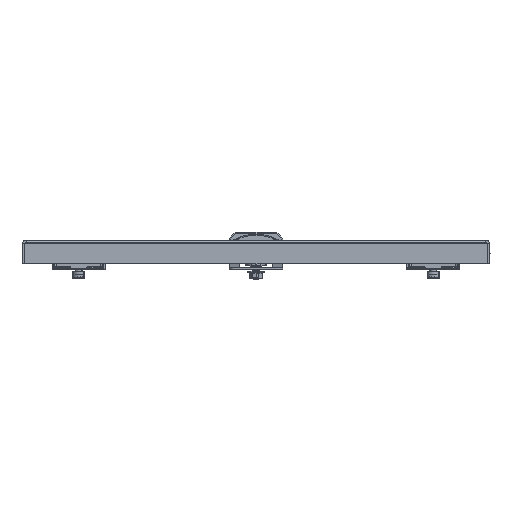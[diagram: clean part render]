
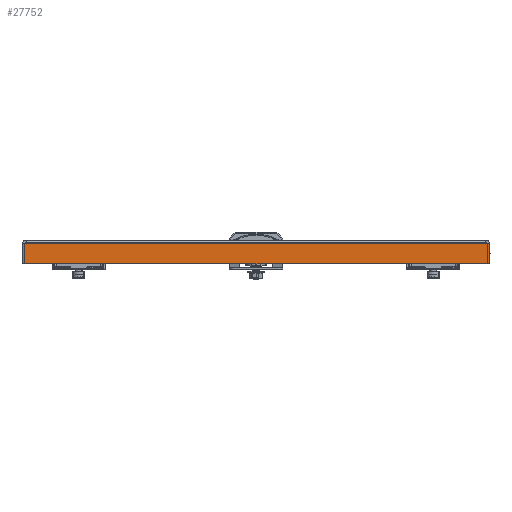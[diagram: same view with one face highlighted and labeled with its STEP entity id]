
A CAD part, left-side view. The second image highlights one B-rep face of the part: STEP entity #27752.
In plain terms, the highlighted planar face has unit normal (-1, 0, 0).
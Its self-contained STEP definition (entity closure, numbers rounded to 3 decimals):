
#3475 = FACE_OUTER_BOUND ( 'NONE', #32626, .T. ) ;
#4062 = AXIS2_PLACEMENT_3D ( 'NONE', #4721, #4748, #4751 ) ;
#4721 = CARTESIAN_POINT ( 'NONE',  ( -497., 0., 0. ) ) ;
#4743 = PLANE ( 'NONE',  #4062 ) ;
#4748 = DIRECTION ( 'NONE',  ( 1., 0., 0. ) ) ;
#4751 = DIRECTION ( 'NONE',  ( 0., 0., -1. ) ) ;
#7994 = CARTESIAN_POINT ( 'NONE',  ( -497., -197.5, -3. ) ) ;
#7995 = CARTESIAN_POINT ( 'NONE',  ( -497., 0., -20. ) ) ;
#7996 = DIRECTION ( 'NONE',  ( 0., -1., 0. ) ) ;
#8001 = DIRECTION ( 'NONE',  ( 0., -1., 0. ) ) ;
#8002 = CARTESIAN_POINT ( 'NONE',  ( -497., -197.5, 0. ) ) ;
#8007 = DIRECTION ( 'NONE',  ( 0., 0., 1. ) ) ;
#8011 = DIRECTION ( 'NONE',  ( 0., 0., -1. ) ) ;
#8013 = CARTESIAN_POINT ( 'NONE',  ( -497., 197.5, 0. ) ) ;
#8016 = CARTESIAN_POINT ( 'NONE',  ( -497., -197.5, -3. ) ) ;
#8018 = DIRECTION ( 'NONE',  ( 0., -1., 0. ) ) ;
#8020 = CARTESIAN_POINT ( 'NONE',  ( -497., -197.5, -3. ) ) ;
#8021 = DIRECTION ( 'NONE',  ( 0., -1., 0. ) ) ;
#8476 = CARTESIAN_POINT ( 'NONE',  ( -497., -194.5, -3. ) ) ;
#8478 = CARTESIAN_POINT ( 'NONE',  ( -497., 197.5, -3. ) ) ;
#8482 = CARTESIAN_POINT ( 'NONE',  ( -497., -197.5, -20. ) ) ;
#8500 = CARTESIAN_POINT ( 'NONE',  ( -497., 197.5, -20. ) ) ;
#8521 = CARTESIAN_POINT ( 'NONE',  ( -497., -197.5, -3. ) ) ;
#10094 = CARTESIAN_POINT ( 'NONE',  ( -497., 194.5, -3. ) ) ;
#13008 = VERTEX_POINT ( 'NONE', #10094 ) ;
#13016 = VERTEX_POINT ( 'NONE', #8476 ) ;
#13017 = VERTEX_POINT ( 'NONE', #8482 ) ;
#13019 = VERTEX_POINT ( 'NONE', #8478 ) ;
#13028 = VERTEX_POINT ( 'NONE', #8500 ) ;
#13036 = VERTEX_POINT ( 'NONE', #8521 ) ;
#13204 = EDGE_CURVE ( 'NONE', #13008, #13016, #14186, .T. ) ;
#13207 = EDGE_CURVE ( 'NONE', #13028, #13017, #14194, .T. ) ;
#13212 = EDGE_CURVE ( 'NONE', #13017, #13036, #14206, .T. ) ;
#13218 = EDGE_CURVE ( 'NONE', #13019, #13028, #14226, .T. ) ;
#13223 = EDGE_CURVE ( 'NONE', #13016, #13036, #14234, .T. ) ;
#13226 = EDGE_CURVE ( 'NONE', #13019, #13008, #14238, .T. ) ;
#14186 = LINE ( 'NONE', #7994, #14192 ) ;
#14192 = VECTOR ( 'NONE', #7996, 1000. ) ;
#14194 = LINE ( 'NONE', #7995, #14204 ) ;
#14204 = VECTOR ( 'NONE', #8001, 1000. ) ;
#14206 = LINE ( 'NONE', #8002, #14216 ) ;
#14216 = VECTOR ( 'NONE', #8007, 1000. ) ;
#14226 = LINE ( 'NONE', #8013, #14232 ) ;
#14232 = VECTOR ( 'NONE', #8011, 1000. ) ;
#14234 = LINE ( 'NONE', #8016, #14244 ) ;
#14238 = LINE ( 'NONE', #8020, #14248 ) ;
#14244 = VECTOR ( 'NONE', #8021, 1000. ) ;
#14248 = VECTOR ( 'NONE', #8018, 1000. ) ;
#27752 = ADVANCED_FACE ( 'NONE', ( #3475 ), #4743, .F. ) ;
#32626 = EDGE_LOOP ( 'NONE', ( #32707, #32708, #32709, #32710, #32711, #32712 ) ) ;
#32707 = ORIENTED_EDGE ( 'NONE', *, *, #13226, .F. ) ;
#32708 = ORIENTED_EDGE ( 'NONE', *, *, #13218, .T. ) ;
#32709 = ORIENTED_EDGE ( 'NONE', *, *, #13207, .T. ) ;
#32710 = ORIENTED_EDGE ( 'NONE', *, *, #13212, .T. ) ;
#32711 = ORIENTED_EDGE ( 'NONE', *, *, #13223, .F. ) ;
#32712 = ORIENTED_EDGE ( 'NONE', *, *, #13204, .F. ) ;
